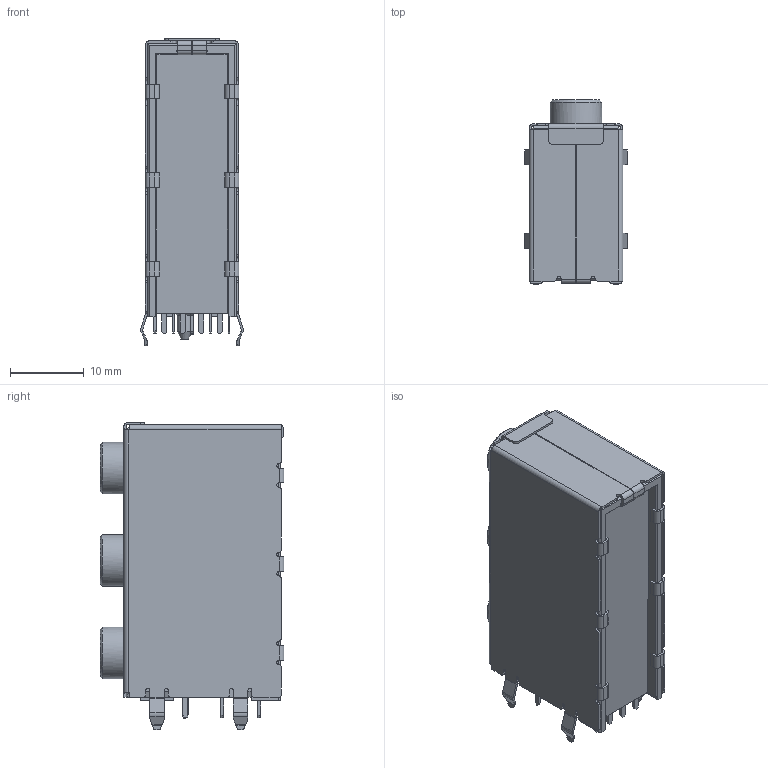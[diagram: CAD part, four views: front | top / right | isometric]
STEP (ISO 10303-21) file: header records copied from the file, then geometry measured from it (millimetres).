
FILE_DESCRIPTION(/* description */ (''),/* implementation_level */ '2;1');
FILE_NAME(/* name */ 'JA33333-DA18-4F-combined.step',/* time_stamp */ '2023-04-28T19:05:47+02:00',/* author */ (''),/* organization */ (''),/* preprocessor_version */ 'ST-DEVELOPER v19.2',/* originating_system */ 'Autodesk Translation Framework v12.4.0.73',/* authorisation */ '');
FILE_SCHEMA (('AUTOMOTIVE_DESIGN { 1 0 10303 214 3 1 1 }'));
Length unit declared in the file: millimetre
Products named in the file (25): JA33333-DA18-4F; CONTACT2-X1 (1); CONTACT2-X1; CONTAACT3-X5_ (1); CONTAACT3-X5_; CONTACT4-X1 (1); CONTACT4-X1; CONTACT5-X1 (1); CONTACT5-X1; GROUNDINGCONTACT_____ (1); GROUNDINGCONTACT_____; HOUSINGX1__ (1); HOUSINGX1__; RING___ (1); SHELL__ (1); SHELL__; SPACER1___ (1); SPACER1___; TAIL1_DOUBLEJACK (1); TAIL1_DOUBLEJACK; TAIL2_DOUBLEJACK (1); TAIL2_DOUBLEJACK; RING___ (1)_1; RING___ (1)_2; RING___ (2) (1)
Assembly tree (26 placements, depth 3):
  JA33333-DA18-4F
    CONTACT2-X1 (1)
      CONTACT2-X1
    CONTAACT3-X5_ (1)
      CONTAACT3-X5_
    CONTACT4-X1 (1)
      CONTACT4-X1
    CONTACT5-X1 (1)
      CONTACT5-X1
    GROUNDINGCONTACT_____ (1)
      GROUNDINGCONTACT_____
    HOUSINGX1__ (1)
      HOUSINGX1__
    RING___ (1)
      RING___ (2) (1)
    SHELL__ (1)
      SHELL__
    SPACER1___ (1)
      SPACER1___
    TAIL1_DOUBLEJACK (1)
      TAIL1_DOUBLEJACK
    TAIL2_DOUBLEJACK (1)
      TAIL2_DOUBLEJACK
    RING___ (1)_1
      RING___ (2) (1)
    RING___ (1)_2
      RING___ (2) (1)
Bounding box: 13.9 x 24.85 x 41.6 mm (x, y, z)
Volume: 6449.5 mm3; surface area: 13325.5 mm2
Topology: 19 solids, 19 shells, 1348 faces, 3818 edges, 2521 vertices
Faces by surface type: plane 1090, cylinder 240, cone 18
Full cylindrical faces by diameter (mm): 2 x1, 3.6 x3, 7 x3, 7.3 x3
Entity records: 42848 total; most frequent: CARTESIAN_POINT 7601, ORIENTED_EDGE 7460, DIRECTION 6958, EDGE_CURVE 3730, LINE 3192, VECTOR 3192, VERTEX_POINT 2465, AXIS2_PLACEMENT_3D 1883
